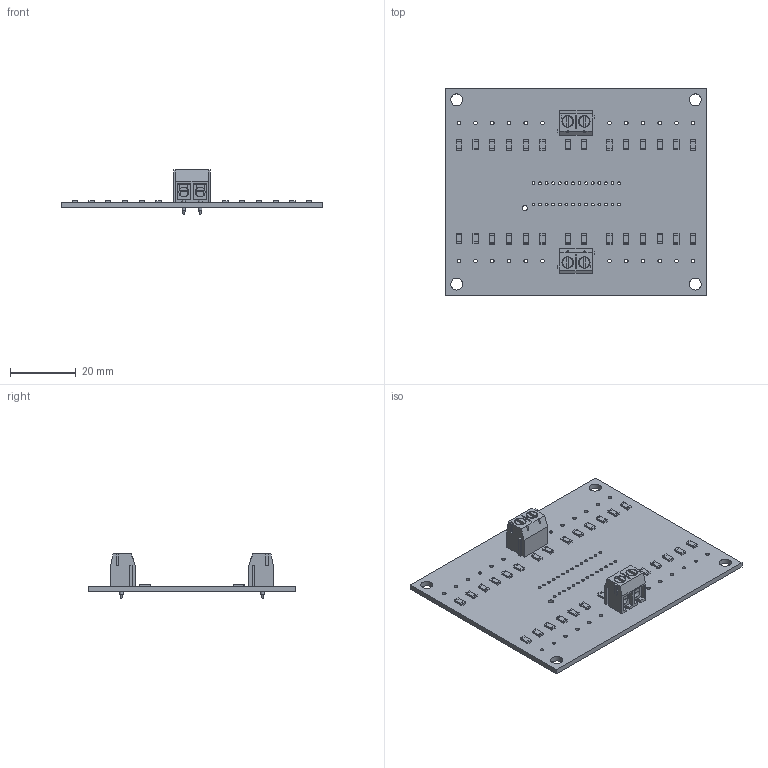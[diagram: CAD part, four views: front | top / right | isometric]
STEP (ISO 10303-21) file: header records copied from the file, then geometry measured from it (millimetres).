
FILE_DESCRIPTION(('Open CASCADE Model'),'2;1');
FILE_NAME('Open CASCADE Shape Model','2020-08-16T11:24:02',('Author'),( 'Open CASCADE'),'Open CASCADE STEP processor 6.8','Open CASCADE 6.8' ,'Unknown');
FILE_SCHEMA(('AUTOMOTIVE_DESIGN { 1 0 10303 214 1 1 1 1 }'));
Products named in the file (1): PCB
Bounding box: 79.5 x 62.99 x 13.4 mm (x, y, z)
Volume: 7822.9 mm3; surface area: 14098.8 mm2
Topology: 1 solids, 1131 shells, 1197 faces, 5599 edges, 5478 vertices
Faces by surface type: plane 1016, cylinder 153, cone 16, torus 12
Full cylindrical faces by diameter (mm): 0.6 x4, 0.85 x28, 1 x4, 1.1 x24, 1.3 x4, 1.6 x1, 2 x4, 2.5 x4, 2.75 x4, 3 x4, 3.5 x8, 3.658 x4
Entity records: 65869 total; most frequent: CARTESIAN_POINT 12783, DIRECTION 8529, ORIENTED_EDGE 5846, EDGE_CURVE 5599, VERTEX_POINT 5478, LINE 4881, VECTOR 4881, AXIS2_PLACEMENT_3D 1824
